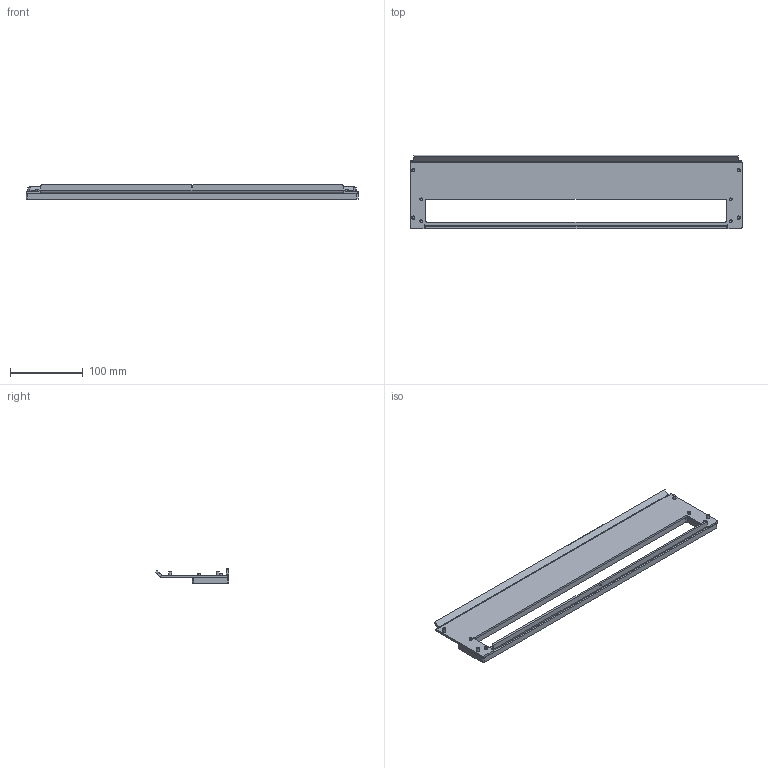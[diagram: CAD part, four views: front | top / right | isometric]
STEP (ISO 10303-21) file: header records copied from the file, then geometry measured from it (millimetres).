
FILE_DESCRIPTION (( 'STEP AP214' ), '1' );
FILE_NAME ('INGUN_113593.STEP', '2022-10-18T12:02:58', ( '' ), ( '' ), 'SwSTEP 2.0', 'SolidWorks 2021', '' );
FILE_SCHEMA (( 'AUTOMOTIVE_DESIGN' ));
Length unit declared in the file: millimetre
Products named in the file (5): DIN7991~n_M04,0x014 VA; DIN7991~n_M04,0x008 VA; INGUN_113593; 113798~0_S; 113797~0
Assembly tree (10 placements, depth 2):
  INGUN_113593
    113797~0
    DIN7991~n_M04,0x008 VA  x4
    113798~0_S
    DIN7991~n_M04,0x014 VA  x4
Bounding box: 455 x 100.29 x 20.11 mm (x, y, z)
Volume: 187360.4 mm3; surface area: 116383.5 mm2
Topology: 10 solids, 10 shells, 352 faces, 904 edges, 576 vertices
Faces by surface type: cylinder 234, plane 70, cone 48
Entity records: 6346 total; most frequent: CARTESIAN_POINT 1103, DIRECTION 1088, ORIENTED_EDGE 980, EDGE_CURVE 490, AXIS2_PLACEMENT_3D 421, VERTEX_POINT 312, VECTOR 246, LINE 246
